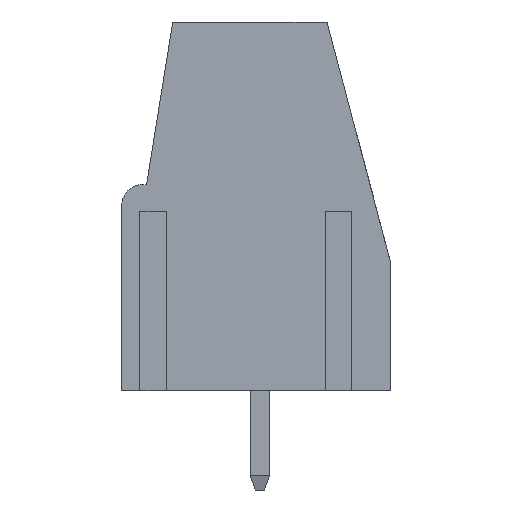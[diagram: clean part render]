
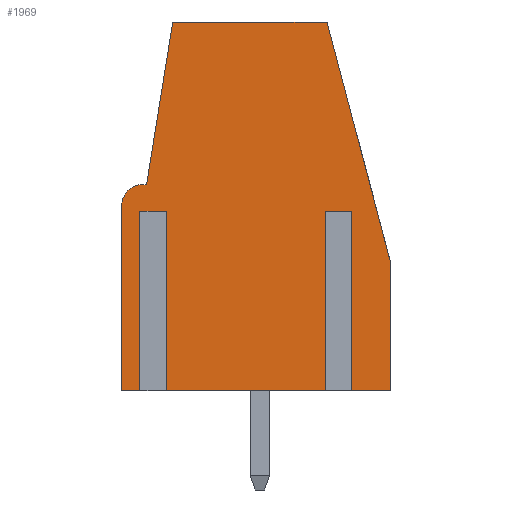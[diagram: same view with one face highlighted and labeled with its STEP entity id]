
A CAD part, left-side view. The second image highlights one B-rep face of the part: STEP entity #1969.
In plain terms, the highlighted planar face has unit normal (-1, 0, 0).
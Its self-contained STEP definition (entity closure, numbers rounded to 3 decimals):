
#13 = DIRECTION ( 'NONE',  ( 0., 0., 1. ) ) ;
#38 = LINE ( 'NONE', #2416, #2424 ) ;
#98 = ORIENTED_EDGE ( 'NONE', *, *, #457, .T. ) ;
#99 = EDGE_CURVE ( 'NONE', #1439, #1581, #1497, .T. ) ;
#109 = CARTESIAN_POINT ( 'NONE',  ( -7.54, 4.6, 6.9 ) ) ;
#114 = VECTOR ( 'NONE', #1427, 1000. ) ;
#140 = LINE ( 'NONE', #109, #2735 ) ;
#141 = ORIENTED_EDGE ( 'NONE', *, *, #151, .T. ) ;
#150 = CARTESIAN_POINT ( 'NONE',  ( -7.54, 4.5, 7.113 ) ) ;
#151 = EDGE_CURVE ( 'NONE', #1444, #2691, #38, .T. ) ;
#162 = VERTEX_POINT ( 'NONE', #1987 ) ;
#189 = LINE ( 'NONE', #1058, #748 ) ;
#192 = CARTESIAN_POINT ( 'NONE',  ( -7.54, 3.6, 6.9 ) ) ;
#213 = CARTESIAN_POINT ( 'NONE',  ( -7.54, -2.5, 6.9 ) ) ;
#227 = CARTESIAN_POINT ( 'NONE',  ( -7.54, 5.3, 0. ) ) ;
#276 = CARTESIAN_POINT ( 'NONE',  ( -7.54, 4.5, 7.113 ) ) ;
#283 = VERTEX_POINT ( 'NONE', #606 ) ;
#285 = VERTEX_POINT ( 'NONE', #1325 ) ;
#306 = CARTESIAN_POINT ( 'NONE',  ( -7.54, 4.5, 7.913 ) ) ;
#354 = VERTEX_POINT ( 'NONE', #688 ) ;
#376 = LINE ( 'NONE', #192, #1911 ) ;
#387 = DIRECTION ( 'NONE',  ( 0., -1., 0. ) ) ;
#389 = VECTOR ( 'NONE', #782, 1000. ) ;
#430 = DIRECTION ( 'NONE',  ( 0., 0., -1. ) ) ;
#457 = EDGE_CURVE ( 'NONE', #683, #535, #1322, .T. ) ;
#498 = ORIENTED_EDGE ( 'NONE', *, *, #1942, .T. ) ;
#524 = CARTESIAN_POINT ( 'NONE',  ( -7.54, -5., 4.978 ) ) ;
#535 = VERTEX_POINT ( 'NONE', #2400 ) ;
#555 = AXIS2_PLACEMENT_3D ( 'NONE', #276, #2363, #909 ) ;
#556 = EDGE_CURVE ( 'NONE', #604, #2350, #1457, .T. ) ;
#559 = LINE ( 'NONE', #213, #2934 ) ;
#582 = EDGE_CURVE ( 'NONE', #283, #354, #1565, .T. ) ;
#596 = DIRECTION ( 'NONE',  ( 0., 0., 1. ) ) ;
#604 = VERTEX_POINT ( 'NONE', #2842 ) ;
#605 = VERTEX_POINT ( 'NONE', #1499 ) ;
#606 = CARTESIAN_POINT ( 'NONE',  ( -7.54, -3.5, 6.9 ) ) ;
#612 = CARTESIAN_POINT ( 'NONE',  ( -7.54, -2.5, 0. ) ) ;
#633 = AXIS2_PLACEMENT_3D ( 'NONE', #150, #1790, #387 ) ;
#659 = EDGE_CURVE ( 'NONE', #285, #162, #140, .T. ) ;
#678 = EDGE_CURVE ( 'NONE', #2655, #1439, #2517, .T. ) ;
#683 = VERTEX_POINT ( 'NONE', #612 ) ;
#688 = CARTESIAN_POINT ( 'NONE',  ( -7.54, -3.5, 0. ) ) ;
#707 = DIRECTION ( 'NONE',  ( 0., -1., 0. ) ) ;
#748 = VECTOR ( 'NONE', #596, 1000. ) ;
#749 = DIRECTION ( 'NONE',  ( 0., -1., 0. ) ) ;
#756 = ORIENTED_EDGE ( 'NONE', *, *, #2570, .T. ) ;
#758 = ORIENTED_EDGE ( 'NONE', *, *, #99, .T. ) ;
#782 = DIRECTION ( 'NONE',  ( 0., 1., 0. ) ) ;
#837 = ORIENTED_EDGE ( 'NONE', *, *, #2864, .T. ) ;
#871 = EDGE_LOOP ( 'NONE', ( #1237, #1523, #2098, #98, #2376, #1383, #2947, #141, #498, #2847, #1801, #1086, #837, #1815, #758, #756 ) ) ;
#909 = DIRECTION ( 'NONE',  ( 0., -1., 0. ) ) ;
#922 = CARTESIAN_POINT ( 'NONE',  ( -7.54, 3.6, 0. ) ) ;
#997 = VECTOR ( 'NONE', #707, 1000. ) ;
#1002 = EDGE_CURVE ( 'NONE', #354, #1444, #1898, .T. ) ;
#1018 = DIRECTION ( 'NONE',  ( 0., 0.255, 0.967 ) ) ;
#1026 = CARTESIAN_POINT ( 'NONE',  ( -7.54, 5.3, 7.113 ) ) ;
#1058 = CARTESIAN_POINT ( 'NONE',  ( -7.54, 4.6, 0. ) ) ;
#1065 = VECTOR ( 'NONE', #1318, 1000. ) ;
#1086 = ORIENTED_EDGE ( 'NONE', *, *, #556, .T. ) ;
#1116 = VECTOR ( 'NONE', #2705, 1000. ) ;
#1129 = CARTESIAN_POINT ( 'NONE',  ( -7.54, -2.576, 14.15 ) ) ;
#1178 = DIRECTION ( 'NONE',  ( 0., 0.159, -0.987 ) ) ;
#1220 = EDGE_CURVE ( 'NONE', #162, #2034, #376, .T. ) ;
#1233 = CARTESIAN_POINT ( 'NONE',  ( -7.54, 4.347, 7.913 ) ) ;
#1237 = ORIENTED_EDGE ( 'NONE', *, *, #659, .T. ) ;
#1248 = VECTOR ( 'NONE', #13, 1000. ) ;
#1257 = CARTESIAN_POINT ( 'NONE',  ( -7.54, -3.5, 6.9 ) ) ;
#1287 = VECTOR ( 'NONE', #749, 1000. ) ;
#1288 = EDGE_CURVE ( 'NONE', #605, #604, #2440, .T. ) ;
#1297 = FACE_OUTER_BOUND ( 'NONE', #871, .T. ) ;
#1318 = DIRECTION ( 'NONE',  ( 0., 0., -1. ) ) ;
#1322 = LINE ( 'NONE', #2989, #1248 ) ;
#1325 = CARTESIAN_POINT ( 'NONE',  ( -7.54, 4.6, 6.9 ) ) ;
#1383 = ORIENTED_EDGE ( 'NONE', *, *, #582, .T. ) ;
#1427 = DIRECTION ( 'NONE',  ( 0., -1., 0. ) ) ;
#1439 = VERTEX_POINT ( 'NONE', #2161 ) ;
#1444 = VERTEX_POINT ( 'NONE', #2338 ) ;
#1457 = LINE ( 'NONE', #1233, #389 ) ;
#1497 = LINE ( 'NONE', #227, #997 ) ;
#1499 = CARTESIAN_POINT ( 'NONE',  ( -7.54, 3.346, 14.15 ) ) ;
#1504 = LINE ( 'NONE', #1679, #114 ) ;
#1523 = ORIENTED_EDGE ( 'NONE', *, *, #1220, .T. ) ;
#1565 = LINE ( 'NONE', #1257, #1632 ) ;
#1581 = VERTEX_POINT ( 'NONE', #1731 ) ;
#1589 = CARTESIAN_POINT ( 'NONE',  ( -7.54, 5.3, 7.113 ) ) ;
#1607 = CIRCLE ( 'NONE', #633, 0.8 ) ;
#1632 = VECTOR ( 'NONE', #2159, 1000. ) ;
#1679 = CARTESIAN_POINT ( 'NONE',  ( -7.54, 3.6, 0. ) ) ;
#1693 = VECTOR ( 'NONE', #1178, 1000. ) ;
#1731 = CARTESIAN_POINT ( 'NONE',  ( -7.54, 4.6, 0. ) ) ;
#1742 = DIRECTION ( 'NONE',  ( 0., -1., 0. ) ) ;
#1790 = DIRECTION ( 'NONE',  ( -1., 0., 0. ) ) ;
#1795 = LINE ( 'NONE', #2005, #1116 ) ;
#1801 = ORIENTED_EDGE ( 'NONE', *, *, #1288, .T. ) ;
#1808 = DIRECTION ( 'NONE',  ( 0., -1., 0. ) ) ;
#1815 = ORIENTED_EDGE ( 'NONE', *, *, #678, .T. ) ;
#1898 = LINE ( 'NONE', #2803, #1287 ) ;
#1911 = VECTOR ( 'NONE', #430, 1000. ) ;
#1942 = EDGE_CURVE ( 'NONE', #2691, #2699, #2230, .T. ) ;
#1969 = ADVANCED_FACE ( 'NONE', ( #1297 ), #2809, .T. ) ;
#1987 = CARTESIAN_POINT ( 'NONE',  ( -7.54, 3.6, 6.9 ) ) ;
#2005 = CARTESIAN_POINT ( 'NONE',  ( -7.54, -2.576, 14.15 ) ) ;
#2034 = VERTEX_POINT ( 'NONE', #922 ) ;
#2098 = ORIENTED_EDGE ( 'NONE', *, *, #2256, .T. ) ;
#2125 = EDGE_CURVE ( 'NONE', #535, #283, #559, .T. ) ;
#2159 = DIRECTION ( 'NONE',  ( 0., 0., -1. ) ) ;
#2161 = CARTESIAN_POINT ( 'NONE',  ( -7.54, 5.3, 0. ) ) ;
#2230 = LINE ( 'NONE', #524, #2467 ) ;
#2256 = EDGE_CURVE ( 'NONE', #2034, #683, #1504, .T. ) ;
#2338 = CARTESIAN_POINT ( 'NONE',  ( -7.54, -5., 0. ) ) ;
#2350 = VERTEX_POINT ( 'NONE', #306 ) ;
#2363 = DIRECTION ( 'NONE',  ( -1., 0., 0. ) ) ;
#2376 = ORIENTED_EDGE ( 'NONE', *, *, #2125, .T. ) ;
#2400 = CARTESIAN_POINT ( 'NONE',  ( -7.54, -2.5, 6.9 ) ) ;
#2416 = CARTESIAN_POINT ( 'NONE',  ( -7.54, -5., 0. ) ) ;
#2424 = VECTOR ( 'NONE', #2663, 1000. ) ;
#2440 = LINE ( 'NONE', #2755, #1693 ) ;
#2467 = VECTOR ( 'NONE', #1018, 1000. ) ;
#2517 = LINE ( 'NONE', #1026, #1065 ) ;
#2570 = EDGE_CURVE ( 'NONE', #1581, #285, #189, .T. ) ;
#2648 = EDGE_CURVE ( 'NONE', #2699, #605, #1795, .T. ) ;
#2655 = VERTEX_POINT ( 'NONE', #1589 ) ;
#2663 = DIRECTION ( 'NONE',  ( 0., 0., 1. ) ) ;
#2691 = VERTEX_POINT ( 'NONE', #2966 ) ;
#2699 = VERTEX_POINT ( 'NONE', #1129 ) ;
#2705 = DIRECTION ( 'NONE',  ( 0., 1., 0. ) ) ;
#2735 = VECTOR ( 'NONE', #1742, 1000. ) ;
#2755 = CARTESIAN_POINT ( 'NONE',  ( -7.54, 3.346, 14.15 ) ) ;
#2803 = CARTESIAN_POINT ( 'NONE',  ( -7.54, -3.5, 0. ) ) ;
#2809 = PLANE ( 'NONE',  #555 ) ;
#2842 = CARTESIAN_POINT ( 'NONE',  ( -7.54, 4.347, 7.913 ) ) ;
#2847 = ORIENTED_EDGE ( 'NONE', *, *, #2648, .T. ) ;
#2864 = EDGE_CURVE ( 'NONE', #2350, #2655, #1607, .T. ) ;
#2934 = VECTOR ( 'NONE', #1808, 1000. ) ;
#2947 = ORIENTED_EDGE ( 'NONE', *, *, #1002, .T. ) ;
#2966 = CARTESIAN_POINT ( 'NONE',  ( -7.54, -5., 4.978 ) ) ;
#2989 = CARTESIAN_POINT ( 'NONE',  ( -7.54, -2.5, 0. ) ) ;
